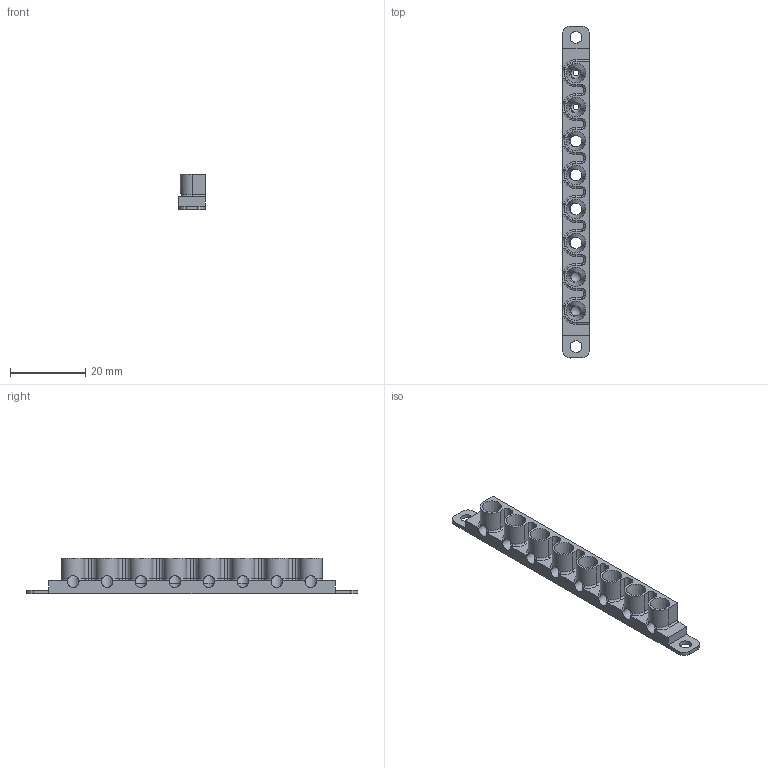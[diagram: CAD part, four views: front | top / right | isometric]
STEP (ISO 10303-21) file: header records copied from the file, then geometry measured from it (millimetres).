
FILE_DESCRIPTION(/* description */ (''),/* implementation_level */ '2;1');
FILE_NAME(/* name */ 'ver2 v15.step',/* time_stamp */ '2020-07-31T14:21:14+09:00',/* author */ (''),/* organization */ (''),/* preprocessor_version */ 'ST-DEVELOPER v18.1',/* originating_system */ 'Autodesk Translation Framework v9.3.0.1241',/* authorisation */ '');
FILE_SCHEMA (('AUTOMOTIVE_DESIGN { 1 0 10303 214 3 1 1 }'));
Length unit declared in the file: millimetre
Products named in the file (1): ver2
Bounding box: 7 x 88 x 9.5 mm (x, y, z)
Volume: 2839.9 mm3; surface area: 3721.1 mm2
Topology: 1 solids, 1 shells, 151 faces, 431 edges, 274 vertices
Faces by surface type: cylinder 65, plane 44, torus 16, bspline 14, cone 8, sphere 4
Full cylindrical faces by diameter (mm): 1.55 x2, 3.1 x14
Entity records: 5932 total; most frequent: CARTESIAN_POINT 1903, ORIENTED_EDGE 862, DIRECTION 829, EDGE_CURVE 431, AXIS2_PLACEMENT_3D 316, VERTEX_POINT 274, LINE 197, VECTOR 197
